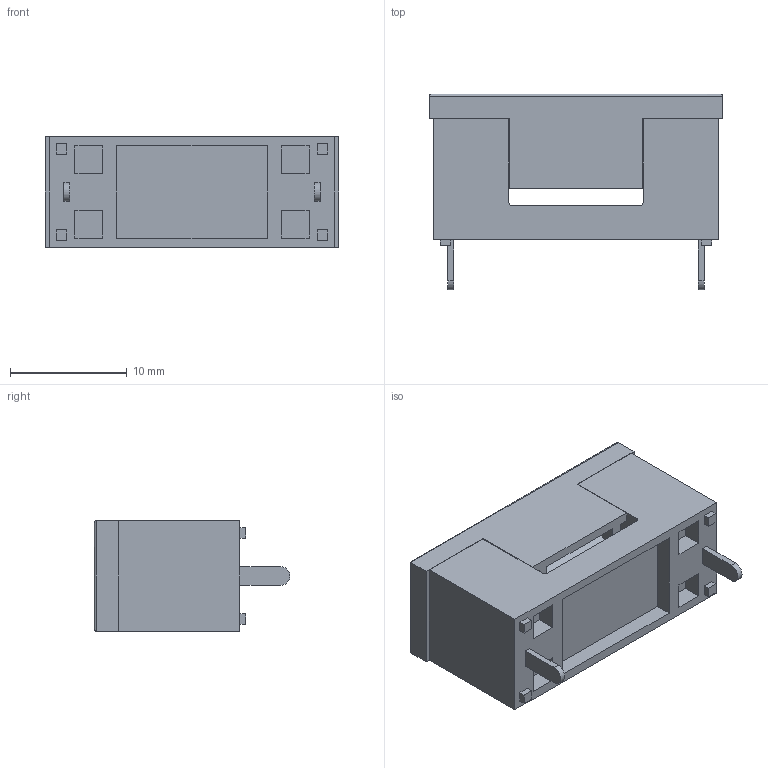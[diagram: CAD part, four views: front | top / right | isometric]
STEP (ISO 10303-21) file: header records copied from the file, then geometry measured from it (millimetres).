
FILE_DESCRIPTION(/* description */ (''),/* implementation_level */ '2;1');
FILE_NAME(/* name */ 'KLS5-242.stp',/* time_stamp */ '2018-10-09T21:45:47+03:00',/* author */ ('rdusak'),/* organization */ (''),/* preprocessor_version */ 'ST-DEVELOPER v17',/* originating_system */ 'Autodesk Inventor 2018',/* authorisation */ '');
FILE_SCHEMA (('AUTOMOTIVE_DESIGN { 1 0 10303 214 3 1 1 }'));
Length unit declared in the file: millimetre
Products named in the file (4): KLS5-242; KLS5-242_1; KLS5-242_1_1; Fusibile 5X20 
Assembly tree (3 placements, depth 2):
  KLS5-242
    KLS5-242_1
    KLS5-242_1_1
    Fusibile 5X20 
Bounding box: 25.2 x 16.8 x 9.5 mm (x, y, z)
Volume: 1758.2 mm3; surface area: 3427.9 mm2
Topology: 6 solids, 6 shells, 467 faces, 1249 edges, 836 vertices
Faces by surface type: plane 287, bspline 143, cylinder 35, torus 2
Full cylindrical faces by diameter (mm): 0.5 x1, 3.85 x1, 4.3 x2, 4.35 x1, 5 x2
Entity records: 18130 total; most frequent: CARTESIAN_POINT 7137, ORIENTED_EDGE 2498, DIRECTION 1739, EDGE_CURVE 1249, LINE 853, VECTOR 853, VERTEX_POINT 836, EDGE_LOOP 511
